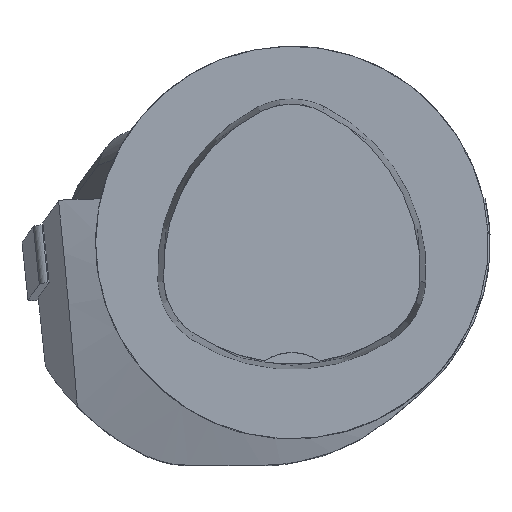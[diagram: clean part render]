
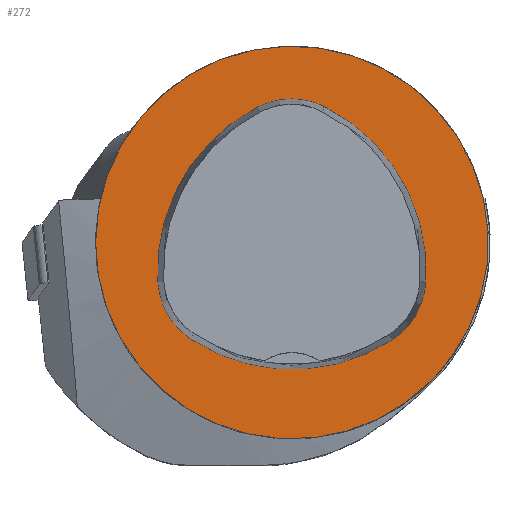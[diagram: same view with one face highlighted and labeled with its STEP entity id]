
A CAD part, top view. The second image highlights one B-rep face of the part: STEP entity #272.
In plain terms, the highlighted planar face has unit normal (0, 0, 1).
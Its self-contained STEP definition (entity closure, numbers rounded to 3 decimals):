
#272=ADVANCED_FACE('',(#674,#675),#345,.T.);
#345=PLANE('',#1841);
#674=FACE_BOUND('',#720,.T.);
#675=FACE_BOUND('',#721,.T.);
#720=EDGE_LOOP('',(#976,#977,#978,#979,#980,#981));
#721=EDGE_LOOP('',(#982));
#976=ORIENTED_EDGE('',*,*,#1530,.T.);
#977=ORIENTED_EDGE('',*,*,#1510,.T.);
#978=ORIENTED_EDGE('',*,*,#1514,.T.);
#979=ORIENTED_EDGE('',*,*,#1517,.T.);
#980=ORIENTED_EDGE('',*,*,#1520,.T.);
#981=ORIENTED_EDGE('',*,*,#1528,.T.);
#982=ORIENTED_EDGE('',*,*,#1500,.F.);
#1323=VERTEX_POINT('',#2715);
#1332=VERTEX_POINT('',#2735);
#1333=VERTEX_POINT('',#2736);
#1336=VERTEX_POINT('',#2744);
#1338=VERTEX_POINT('',#2750);
#1340=VERTEX_POINT('',#2756);
#1347=VERTEX_POINT('',#2777);
#1500=EDGE_CURVE('',#1323,#1323,#1647,.T.);
#1510=EDGE_CURVE('',#1332,#1333,#1648,.T.);
#1514=EDGE_CURVE('',#1333,#1336,#1650,.T.);
#1517=EDGE_CURVE('',#1336,#1338,#1652,.T.);
#1520=EDGE_CURVE('',#1338,#1340,#1654,.T.);
#1528=EDGE_CURVE('',#1340,#1347,#1658,.T.);
#1530=EDGE_CURVE('',#1347,#1332,#1660,.T.);
#1647=CIRCLE('',#1812,16.);
#1648=CIRCLE('',#1819,15.);
#1650=CIRCLE('',#1822,6.);
#1652=CIRCLE('',#1825,15.);
#1654=CIRCLE('',#1828,6.);
#1658=CIRCLE('',#1833,15.);
#1660=CIRCLE('',#1836,6.);
#1812=AXIS2_PLACEMENT_3D('',#2714,#2098,#2099);
#1819=AXIS2_PLACEMENT_3D('',#2734,#2116,#2117);
#1822=AXIS2_PLACEMENT_3D('',#2743,#2124,#2125);
#1825=AXIS2_PLACEMENT_3D('',#2749,#2131,#2132);
#1828=AXIS2_PLACEMENT_3D('',#2755,#2138,#2139);
#1833=AXIS2_PLACEMENT_3D('',#2778,#2150,#2151);
#1836=AXIS2_PLACEMENT_3D('',#2781,#2156,#2157);
#1841=AXIS2_PLACEMENT_3D('',#2786,#2166,#2167);
#2098=DIRECTION('',(0.,0.,-1.));
#2099=DIRECTION('',(-1.,0.,0.));
#2116=DIRECTION('',(0.,0.,-1.));
#2117=DIRECTION('',(-1.,0.,0.));
#2124=DIRECTION('',(0.,0.,-1.));
#2125=DIRECTION('',(-1.,0.,0.));
#2131=DIRECTION('',(0.,0.,-1.));
#2132=DIRECTION('',(-1.,0.,0.));
#2138=DIRECTION('',(0.,0.,-1.));
#2139=DIRECTION('',(-1.,0.,0.));
#2150=DIRECTION('',(0.,0.,-1.));
#2151=DIRECTION('',(-1.,0.,0.));
#2156=DIRECTION('',(0.,0.,-1.));
#2157=DIRECTION('',(-1.,0.,0.));
#2166=DIRECTION('',(0.,0.,1.));
#2167=DIRECTION('',(1.,0.,0.));
#2714=CARTESIAN_POINT('',(0.,0.,0.));
#2715=CARTESIAN_POINT('',(-16.,0.,0.));
#2734=CARTESIAN_POINT('',(4.048,-2.316,0.));
#2735=CARTESIAN_POINT('',(-10.926,-3.206,0.));
#2736=CARTESIAN_POINT('',(-2.774,11.043,0.));
#2743=CARTESIAN_POINT('',(-0.045,5.7,0.));
#2744=CARTESIAN_POINT('',(2.638,11.066,0.));
#2749=CARTESIAN_POINT('',(-4.07,-2.35,0.));
#2750=CARTESIAN_POINT('',(10.903,-3.249,0.));
#2755=CARTESIAN_POINT('',(4.914,-2.889,0.));
#2756=CARTESIAN_POINT('',(8.177,-7.924,0.));
#2777=CARTESIAN_POINT('',(-8.24,-7.859,0.));
#2778=CARTESIAN_POINT('',(0.019,4.663,0.));
#2781=CARTESIAN_POINT('',(-4.936,-2.85,0.));
#2786=CARTESIAN_POINT('',(0.,0.,0.));
